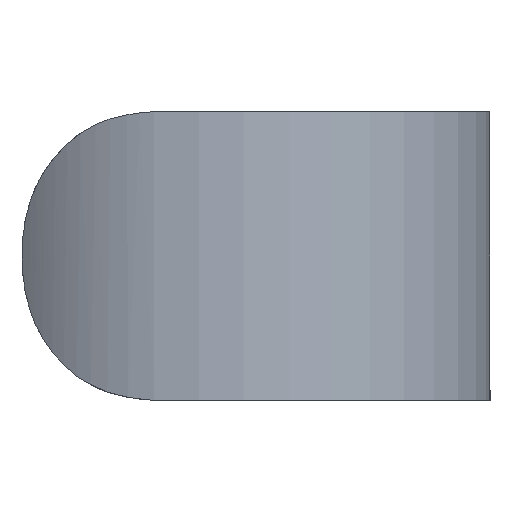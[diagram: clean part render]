
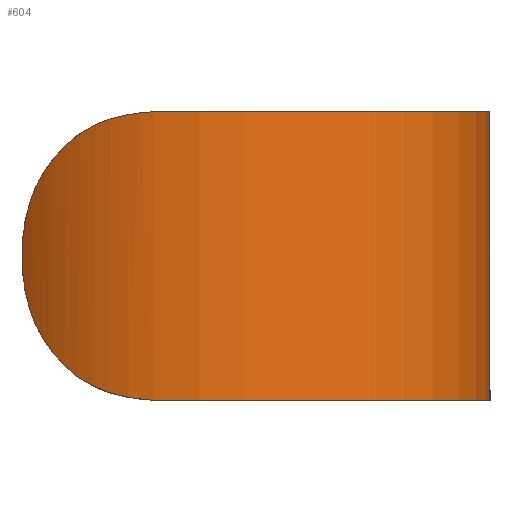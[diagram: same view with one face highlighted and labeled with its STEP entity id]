
A CAD part, left-side view. The second image highlights one B-rep face of the part: STEP entity #604.
In plain terms, the highlighted cylindrical face has radius 14.8 mm (diameter 29.6 mm), a partial arc.
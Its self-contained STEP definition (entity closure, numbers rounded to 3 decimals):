
#2 = CARTESIAN_POINT ( 'NONE',  ( -63.959, 20.377, 6.882 ) ) ;
#8 = CARTESIAN_POINT ( 'NONE',  ( -63.942, 20.418, 6.863 ) ) ;
#11 = CARTESIAN_POINT ( 'NONE',  ( -63.931, 20.445, 6.85 ) ) ;
#16 = CARTESIAN_POINT ( 'NONE',  ( -63.898, 20.526, 6.811 ) ) ;
#22 = CARTESIAN_POINT ( 'NONE',  ( -63.875, 20.579, 6.785 ) ) ;
#26 = CARTESIAN_POINT ( 'NONE',  ( -63.807, 20.738, 6.703 ) ) ;
#29 = CARTESIAN_POINT ( 'NONE',  ( -63.761, 20.841, 6.646 ) ) ;
#34 = CARTESIAN_POINT ( 'NONE',  ( -63.623, 21.145, 6.468 ) ) ;
#39 = CARTESIAN_POINT ( 'NONE',  ( -63.529, 21.339, 6.339 ) ) ;
#44 = CARTESIAN_POINT ( 'NONE',  ( -63.246, 21.893, 5.925 ) ) ;
#49 = CARTESIAN_POINT ( 'NONE',  ( -63.056, 22.228, 5.611 ) ) ;
#56 = CARTESIAN_POINT ( 'NONE',  ( -62.859, 22.55, 5.235 ) ) ;
#62 = CARTESIAN_POINT ( 'NONE',  ( -62.847, 22.569, 5.212 ) ) ;
#64 = CARTESIAN_POINT ( 'NONE',  ( -62.823, 22.608, 5.166 ) ) ;
#65 = ORIENTED_EDGE ( 'NONE', *, *, #294, .T. ) ;
#69 = CARTESIAN_POINT ( 'NONE',  ( -63.965, 20.363, 6.889 ) ) ;
#72 = CARTESIAN_POINT ( 'NONE',  ( -62.811, 22.627, 5.143 ) ) ;
#74 = CARTESIAN_POINT ( 'NONE',  ( -62.776, 22.683, 5.073 ) ) ;
#79 = CARTESIAN_POINT ( 'NONE',  ( -62.753, 22.72, 5.027 ) ) ;
#85 = CARTESIAN_POINT ( 'NONE',  ( -62.683, 22.829, 4.887 ) ) ;
#92 = CARTESIAN_POINT ( 'NONE',  ( -62.638, 22.898, 4.792 ) ) ;
#98 = CARTESIAN_POINT ( 'NONE',  ( -62.505, 23.099, 4.505 ) ) ;
#102 = CARTESIAN_POINT ( 'NONE',  ( -62.421, 23.222, 4.309 ) ) ;
#109 = CARTESIAN_POINT ( 'NONE',  ( -62.183, 23.558, 3.707 ) ) ;
#112 = CARTESIAN_POINT ( 'NONE',  ( -62.045, 23.741, 3.287 ) ) ;
#114 = CARTESIAN_POINT ( 'NONE',  ( -61.82, 24.03, 2.41 ) ) ;
#118 = CARTESIAN_POINT ( 'NONE',  ( -61.734, 24.137, 1.954 ) ) ;
#123 = CARTESIAN_POINT ( 'NONE',  ( -61.617, 24.278, 1.004 ) ) ;
#126 = CARTESIAN_POINT ( 'NONE',  ( -61.587, 24.313, 0.511 ) ) ;
#128 = AXIS2_PLACEMENT_3D ( 'NONE', #502, #548, #552 ) ;
#129 = CARTESIAN_POINT ( 'NONE',  ( -61.587, 24.313, -0.513 ) ) ;
#135 = CARTESIAN_POINT ( 'NONE',  ( -61.617, 24.278, -1.005 ) ) ;
#136 = DIRECTION ( 'NONE',  ( 1., 0., 0. ) ) ;
#137 = CARTESIAN_POINT ( 'NONE',  ( -61.734, 24.137, -1.955 ) ) ;
#140 = CARTESIAN_POINT ( 'NONE',  ( -61.82, 24.03, -2.411 ) ) ;
#142 = CARTESIAN_POINT ( 'NONE',  ( -62.045, 23.741, -3.287 ) ) ;
#143 = ORIENTED_EDGE ( 'NONE', *, *, #298, .F. ) ;
#146 = CARTESIAN_POINT ( 'NONE',  ( -62.184, 23.558, -3.707 ) ) ;
#147 = CARTESIAN_POINT ( 'NONE',  ( -62.501, 23.109, -4.51 ) ) ;
#148 = DIRECTION ( 'NONE',  ( 0., 0., -1. ) ) ;
#150 = CARTESIAN_POINT ( 'NONE',  ( -62.68, 22.842, -4.893 ) ) ;
#151 = CARTESIAN_POINT ( 'NONE',  ( -50.25, 14.8, -7.5 ) ) ;
#153 = CARTESIAN_POINT ( 'NONE',  ( -62.877, 22.52, -5.27 ) ) ;
#158 = CARTESIAN_POINT ( 'NONE',  ( -62.883, 22.511, -5.28 ) ) ;
#162 = CARTESIAN_POINT ( 'NONE',  ( -62.894, 22.492, -5.302 ) ) ;
#164 = CARTESIAN_POINT ( 'NONE',  ( -62.9, 22.482, -5.313 ) ) ;
#168 = CARTESIAN_POINT ( 'NONE',  ( -62.917, 22.454, -5.345 ) ) ;
#173 = CARTESIAN_POINT ( 'NONE',  ( -62.929, 22.435, -5.367 ) ) ;
#178 = CARTESIAN_POINT ( 'NONE',  ( -62.963, 22.377, -5.431 ) ) ;
#184 = CARTESIAN_POINT ( 'NONE',  ( -62.987, 22.338, -5.473 ) ) ;
#187 = CARTESIAN_POINT ( 'NONE',  ( -63.056, 22.22, -5.597 ) ) ;
#195 = CARTESIAN_POINT ( 'NONE',  ( -63.102, 22.139, -5.677 ) ) ;
#198 = CARTESIAN_POINT ( 'NONE',  ( -50.25, 14.8, 7.5 ) ) ;
#199 = CARTESIAN_POINT ( 'NONE',  ( -63.242, 21.892, -5.909 ) ) ;
#202 = VERTEX_POINT ( 'NONE', #470 ) ;
#205 = CARTESIAN_POINT ( 'NONE',  ( -63.334, 21.72, -6.054 ) ) ;
#207 = CARTESIAN_POINT ( 'NONE',  ( -63.61, 21.18, -6.457 ) ) ;
#210 = CARTESIAN_POINT ( 'NONE',  ( -63.792, 20.79, -6.685 ) ) ;
#215 = CARTESIAN_POINT ( 'NONE',  ( -64.306, 19.523, -7.246 ) ) ;
#216 = DIRECTION ( 'NONE',  ( 1., 0., 0. ) ) ;
#222 = DIRECTION ( 'NONE',  ( 0., 0., 1. ) ) ;
#244 = AXIS2_PLACEMENT_3D ( 'NONE', #151, #148, #136 ) ;
#254 = DIRECTION ( 'NONE',  ( 0., 0., 1. ) ) ;
#258 = AXIS2_PLACEMENT_3D ( 'NONE', #198, #222, #216 ) ;
#264 = CARTESIAN_POINT ( 'NONE',  ( -64.81, 17.452, -7.5 ) ) ;
#294 = EDGE_CURVE ( 'NONE', #365, #326, #752, .T. ) ;
#298 = EDGE_CURVE ( 'NONE', #488, #202, #536, .T. ) ;
#309 = CARTESIAN_POINT ( 'NONE',  ( -64.61, 18.551, -7.455 ) ) ;
#311 = EDGE_CURVE ( 'NONE', #202, #326, #729, .T. ) ;
#314 = EDGE_CURVE ( 'NONE', #365, #488, #721, .T. ) ;
#320 = CARTESIAN_POINT ( 'NONE',  ( -50.25, 0., -7.5 ) ) ;
#325 = ORIENTED_EDGE ( 'NONE', *, *, #314, .F. ) ;
#326 = VERTEX_POINT ( 'NONE', #661 ) ;
#365 = VERTEX_POINT ( 'NONE', #473 ) ;
#412 = ORIENTED_EDGE ( 'NONE', *, *, #311, .F. ) ;
#428 = CARTESIAN_POINT ( 'NONE',  ( -64.81, 17.452, -7.5 ) ) ;
#470 = CARTESIAN_POINT ( 'NONE',  ( -64.81, 17.452, 7.5 ) ) ;
#473 = CARTESIAN_POINT ( 'NONE',  ( -50.25, 0., -7.5 ) ) ;
#488 = VERTEX_POINT ( 'NONE', #428 ) ;
#502 = CARTESIAN_POINT ( 'NONE',  ( -50.25, 14.8, -36.125 ) ) ;
#533 = EDGE_LOOP ( 'NONE', ( #65, #412, #143, #325 ) ) ;
#536 = B_SPLINE_CURVE_WITH_KNOTS ( 'NONE', 3,
 ( #264, #309, #215, #210, #207, #205, #199, #195, #187, #184, #178, #173, #168, #164, #162, #158, #153, #150, #147, #146, #142, #140, #137, #135, #129, #126, #123, #118, #114, #112, #109, #102, #98, #92, #85, #79, #74, #72, #64, #62, #56, #49, #44, #39, #34, #29, #26, #22, #16, #11, #8, #2, #69, #891, #889, #883, #880, #845, #874, #855, #867, #832, #853, #809 ),
 .UNSPECIFIED., .F., .F.,
 ( 4, 2, 2, 2, 2, 2, 2, 2, 2, 2, 2, 2, 2, 2, 2, 2, 2, 2, 2, 2, 2, 2, 2, 2, 2, 2, 2, 2, 2, 2, 2, 4 ),
 ( 0., 0.125, 0.188, 0.219, 0.234, 0.242, 0.246, 0.248, 0.25, 0.313, 0.375, 0.438, 0.5, 0.563, 0.625, 0.688, 0.719, 0.734, 0.742, 0.746, 0.75, 0.813, 0.844, 0.859, 0.867, 0.871, 0.873, 0.874, 0.875, 0.875, 0.938, 1. ),
 .UNSPECIFIED. ) ;
#548 = DIRECTION ( 'NONE',  ( 0., 0., 1. ) ) ;
#552 = DIRECTION ( 'NONE',  ( 1., 0., 0. ) ) ;
#604 = ADVANCED_FACE ( 'NONE', ( #654 ), #610, .T. ) ;
#610 = CYLINDRICAL_SURFACE ( 'NONE', #128, 14.8 ) ;
#654 = FACE_OUTER_BOUND ( 'NONE', #533, .T. ) ;
#661 = CARTESIAN_POINT ( 'NONE',  ( -50.25, 0., 7.5 ) ) ;
#721 = CIRCLE ( 'NONE', #244, 14.8 ) ;
#729 = CIRCLE ( 'NONE', #258, 14.8 ) ;
#731 = VECTOR ( 'NONE', #254, 1000. ) ;
#752 = LINE ( 'NONE', #320, #731 ) ;
#809 = CARTESIAN_POINT ( 'NONE',  ( -64.81, 17.452, 7.5 ) ) ;
#832 = CARTESIAN_POINT ( 'NONE',  ( -64.56, 18.609, 7.39 ) ) ;
#845 = CARTESIAN_POINT ( 'NONE',  ( -63.984, 20.315, 6.911 ) ) ;
#853 = CARTESIAN_POINT ( 'NONE',  ( -64.699, 18.066, 7.459 ) ) ;
#855 = CARTESIAN_POINT ( 'NONE',  ( -64.124, 19.966, 7.068 ) ) ;
#867 = CARTESIAN_POINT ( 'NONE',  ( -64.273, 19.559, 7.194 ) ) ;
#874 = CARTESIAN_POINT ( 'NONE',  ( -63.986, 20.311, 6.913 ) ) ;
#880 = CARTESIAN_POINT ( 'NONE',  ( -63.981, 20.322, 6.908 ) ) ;
#883 = CARTESIAN_POINT ( 'NONE',  ( -63.98, 20.325, 6.906 ) ) ;
#889 = CARTESIAN_POINT ( 'NONE',  ( -63.976, 20.336, 6.901 ) ) ;
#891 = CARTESIAN_POINT ( 'NONE',  ( -63.973, 20.343, 6.898 ) ) ;
